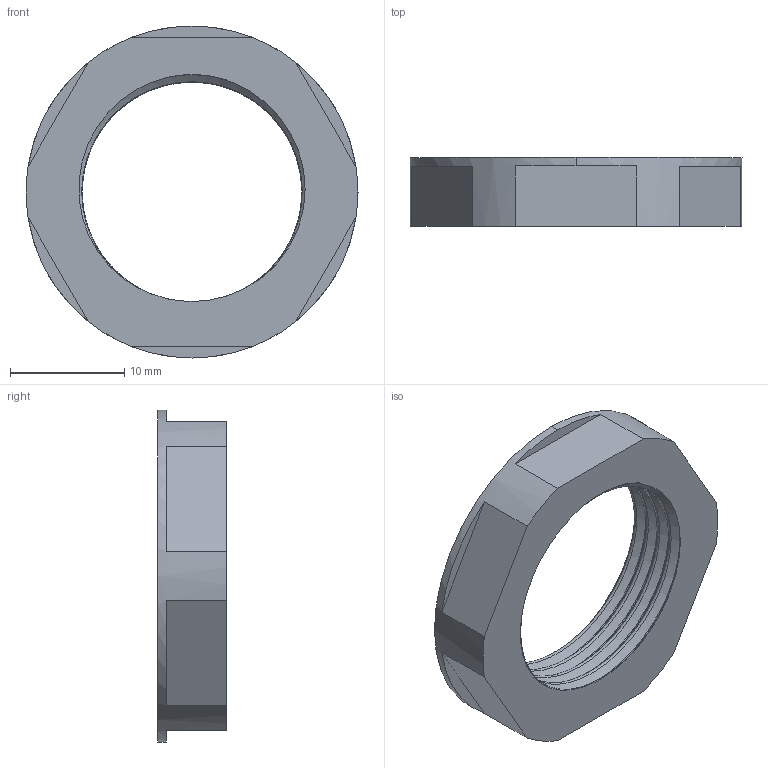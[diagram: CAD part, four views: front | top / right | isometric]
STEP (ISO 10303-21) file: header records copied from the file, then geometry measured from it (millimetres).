
FILE_DESCRIPTION (( 'STEP AP203' ), '1' );
FILE_NAME ('9073.STEP', '2020-07-28T10:40:16', ( '' ), ( '' ), 'SwSTEP 2.0', 'SolidWorks 2011', '' );
FILE_SCHEMA (( 'CONFIG_CONTROL_DESIGN' ));
Length unit declared in the file: millimetre
Products named in the file (1): 9073
Bounding box: 29 x 6 x 29 mm (x, y, z)
Volume: 1889.2 mm3; surface area: 1756.1 mm2
Topology: 1 solids, 1 shells, 30 faces, 84 edges, 56 vertices
Faces by surface type: plane 15, cylinder 12, bspline 3
Entity records: 2401 total; most frequent: CARTESIAN_POINT 1609, ORIENTED_EDGE 168, DIRECTION 133, EDGE_CURVE 84, VERTEX_POINT 56, AXIS2_PLACEMENT_3D 48, LINE 37, VECTOR 37
